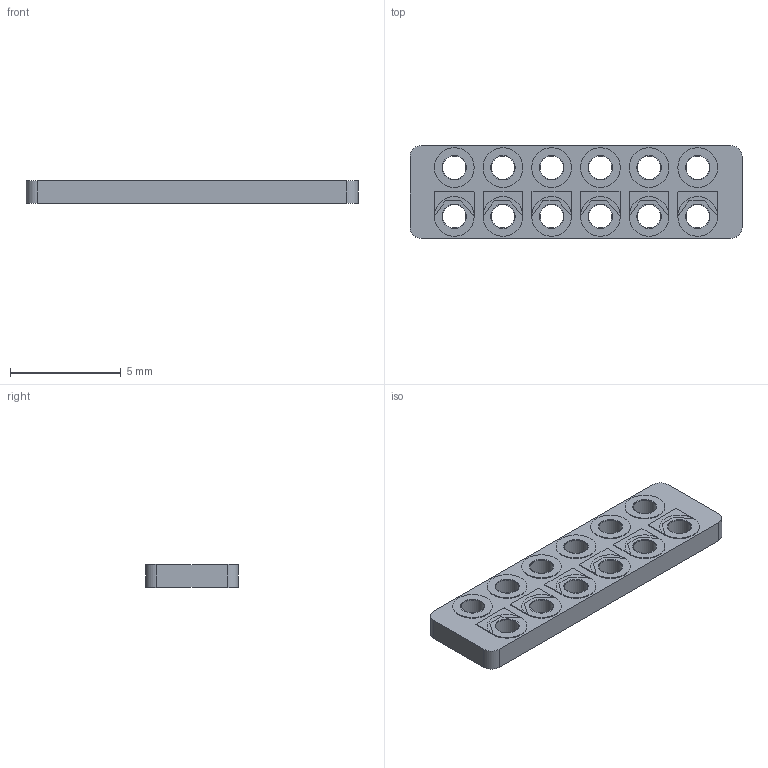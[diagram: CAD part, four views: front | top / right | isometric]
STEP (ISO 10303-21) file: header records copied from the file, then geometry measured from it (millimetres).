
FILE_DESCRIPTION(('KiCad electronic assembly'),'2;1');
FILE_NAME('riser.step','2024-08-04T03:55:47',('Pcbnew'),('Kicad'), 'Open CASCADE STEP processor 7.7','KiCad to STEP converter','Unknown' );
FILE_SCHEMA(('AUTOMOTIVE_DESIGN { 1 0 10303 214 1 1 1 1 }'));
Length unit declared in the file: millimetre
Products named in the file (44): riser 1; riser_zone_1; riser_zone_2; riser_zone_3; riser_zone_4; riser_zone_5; riser_zone_6; riser_pad_1; riser_pad_2; riser_pad_3; riser_pad_4; riser_pad_5; riser_pad_6; riser_pad_7; riser_pad_8; riser_pad_9; riser_pad_10; riser_pad_11; riser_pad_12; riser_pad_13; riser_pad_14; riser_pad_15; riser_pad_16; riser_pad_17; riser_pad_18; riser_pad_19; riser_pad_20; riser_pad_21; riser_pad_22; riser_pad_23; riser_pad_24; riser_pad_25; riser_pad_26; riser_pad_27; riser_pad_28; riser_pad_29; riser_pad_30; riser_pad_31; riser_pad_32; riser_pad_33 ...
Assembly tree (43 placements, depth 2):
  riser 1
    riser_zone_1
    riser_zone_2
    riser_zone_3
    riser_zone_4
    riser_zone_5
    riser_zone_6
    riser_pad_1
    riser_pad_2
    riser_pad_3
    riser_pad_4
    riser_pad_5
    riser_pad_6
    riser_pad_7
    riser_pad_8
    riser_pad_9
    riser_pad_10
    riser_pad_11
    riser_pad_12
    riser_pad_13
    riser_pad_14
    riser_pad_15
    riser_pad_16
    riser_pad_17
    riser_pad_18
    riser_pad_19
    riser_pad_20
    riser_pad_21
    riser_pad_22
    riser_pad_23
    riser_pad_24
    riser_pad_25
    riser_pad_26
    riser_pad_27
    riser_pad_28
    riser_pad_29
    riser_pad_30
    riser_pad_31
    riser_pad_32
    riser_pad_33
    riser_pad_34
    riser_pad_35
    riser_pad_36
    riser_PCB
Bounding box: 15 x 4.2 x 1.07 mm (x, y, z)
Volume: 54.1 mm3; surface area: 373.2 mm2
Topology: 43 solids, 43 shells, 316 faces, 690 edges, 460 vertices
Faces by surface type: plane 228, cylinder 88
Full cylindrical faces by diameter (mm): 1.05 x36, 1.1 x24, 1.8 x24
Entity records: 9868 total; most frequent: DIRECTION 1586, CARTESIAN_POINT 1510, ORIENTED_EDGE 1380, EDGE_CURVE 690, AXIS2_PLACEMENT_3D 536, LINE 514, VECTOR 514, VERTEX_POINT 460
